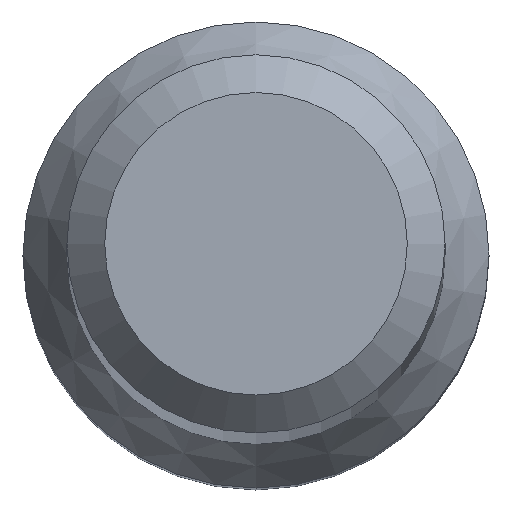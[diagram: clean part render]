
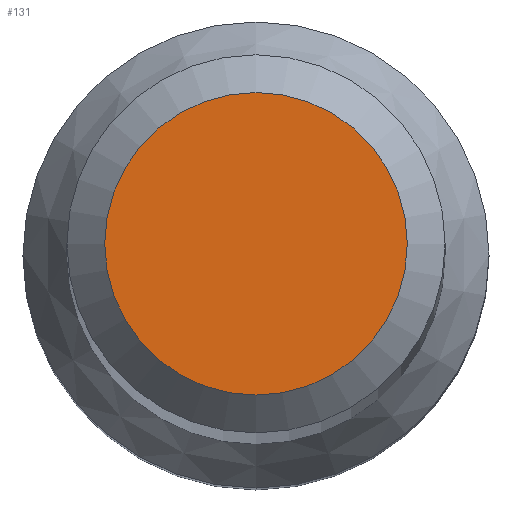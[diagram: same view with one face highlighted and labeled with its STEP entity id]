
A CAD part, top view. The second image highlights one B-rep face of the part: STEP entity #131.
In plain terms, the highlighted planar face has unit normal (0, 0, 1).
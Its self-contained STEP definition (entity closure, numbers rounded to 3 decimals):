
#50 = DIRECTION ( 'NONE',  ( 0., 0., -1. ) ) ;
#52 = DIRECTION ( 'NONE',  ( 0., 1., 0. ) ) ;
#53 = AXIS2_PLACEMENT_3D ( 'NONE', #75, #50, #52 ) ;
#66 = ORIENTED_EDGE ( 'NONE', *, *, #160, .F. ) ;
#75 = CARTESIAN_POINT ( 'NONE',  ( 0., 0., 80. ) ) ;
#91 = VERTEX_POINT ( 'NONE', #191 ) ;
#111 = FACE_OUTER_BOUND ( 'NONE', #237, .T. ) ;
#125 = CIRCLE ( 'NONE', #199, 1.6 ) ;
#131 = ADVANCED_FACE ( 'NONE', ( #111 ), #188, .F. ) ;
#160 = EDGE_CURVE ( 'NONE', #91, #91, #125, .T. ) ;
#175 = CARTESIAN_POINT ( 'NONE',  ( 0., 0., 80. ) ) ;
#188 = PLANE ( 'NONE',  #53 ) ;
#191 = CARTESIAN_POINT ( 'NONE',  ( 0., 1.6, 80. ) ) ;
#199 = AXIS2_PLACEMENT_3D ( 'NONE', #175, #208, #228 ) ;
#208 = DIRECTION ( 'NONE',  ( 0., 0., -1. ) ) ;
#228 = DIRECTION ( 'NONE',  ( 0., 1., 0. ) ) ;
#237 = EDGE_LOOP ( 'NONE', ( #66 ) ) ;
